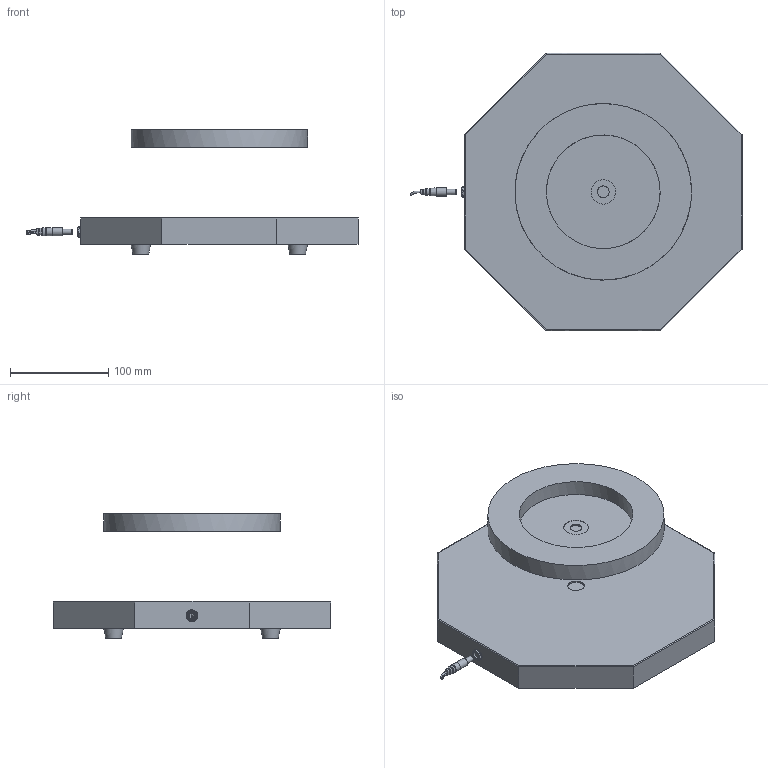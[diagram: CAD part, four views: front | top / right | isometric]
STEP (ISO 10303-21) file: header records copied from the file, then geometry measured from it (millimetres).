
FILE_DESCRIPTION(/* description */ (''),/* implementation_level */ '2;1');
FILE_NAME(/* name */ 'VI7F3U~E',/* time_stamp */ '2018-11-15T11:22:05+01:00',/* author */ (''),/* organization */ (''),/* preprocessor_version */ 'ST-DEVELOPER v16.5',/* originating_system */ '',/* authorisation */ '');
FILE_SCHEMA (('AUTOMOTIVE_DESIGN'));
Length unit declared in the file: millimetre
Products named in the file (1): Document
Bounding box: 338.61 x 283 x 127 mm (x, y, z)
Volume: 1852325.5 mm3; surface area: 264568.2 mm2
Topology: 3 solids, 4 shells, 312 faces, 767 edges, 512 vertices
Faces by surface type: plane 168, bspline 144
Entity records: 11408 total; most frequent: CARTESIAN_POINT 6486, ORIENTED_EDGE 1527, EDGE_CURVE 764, B_SPLINE_CURVE_WITH_KNOTS 525, VERTEX_POINT 508, EDGE_LOOP 361, ADVANCED_FACE 312, FACE_OUTER_BOUND 312
